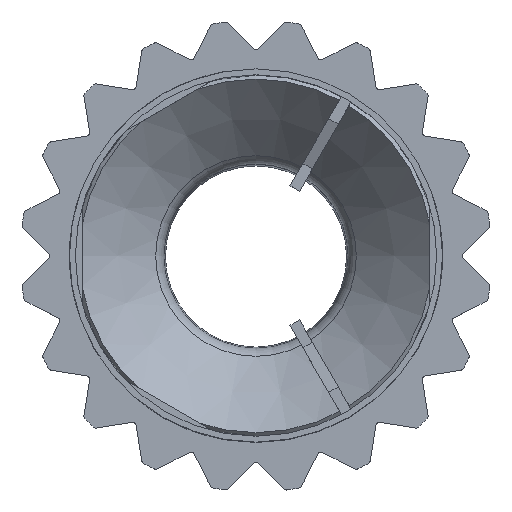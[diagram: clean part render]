
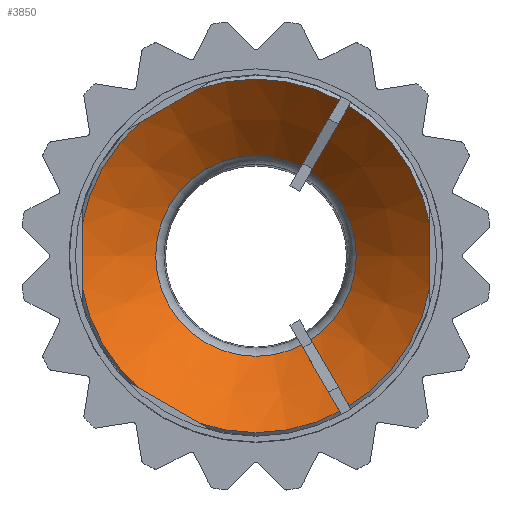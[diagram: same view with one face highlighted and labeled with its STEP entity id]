
A CAD part, top view. The second image highlights one B-rep face of the part: STEP entity #3850.
In plain terms, the highlighted conical face has half-angle 45 degrees and reference radius 375.68 mm.
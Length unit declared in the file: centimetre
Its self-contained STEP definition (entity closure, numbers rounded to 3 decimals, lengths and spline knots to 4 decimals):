
#26=CONICAL_SURFACE('',#4230,37.568,0.785);
#211=CIRCLE('',#4227,27.1967);
#213=CIRCLE('',#4229,27.1967);
#214=CIRCLE('',#4231,47.9393);
#546=FACE_OUTER_BOUND('',#753,.T.);
#753=EDGE_LOOP('',(#3324,#3325,#3326,#3327,#3328));
#1088=LINE('',#6497,#1420);
#1420=VECTOR('',#5285,37.568);
#1771=VERTEX_POINT('',#6490);
#1772=VERTEX_POINT('',#6491);
#1773=VERTEX_POINT('',#6496);
#2300=EDGE_CURVE('',#1771,#1772,#211,.T.);
#2302=EDGE_CURVE('',#1772,#1771,#213,.T.);
#2303=EDGE_CURVE('',#1772,#1773,#1088,.T.);
#2304=EDGE_CURVE('',#1773,#1773,#214,.T.);
#3324=ORIENTED_EDGE('',*,*,#2300,.T.);
#3325=ORIENTED_EDGE('',*,*,#2303,.T.);
#3326=ORIENTED_EDGE('',*,*,#2304,.F.);
#3327=ORIENTED_EDGE('',*,*,#2303,.F.);
#3328=ORIENTED_EDGE('',*,*,#2302,.T.);
#3850=ADVANCED_FACE('',(#546),#26,.F.);
#4227=AXIS2_PLACEMENT_3D('',#6492,#5277,#5278);
#4229=AXIS2_PLACEMENT_3D('',#6494,#5281,#5282);
#4230=AXIS2_PLACEMENT_3D('',#6495,#5283,#5284);
#4231=AXIS2_PLACEMENT_3D('',#6498,#5286,#5287);
#5277=DIRECTION('center_axis',(0.,0.,-1.));
#5278=DIRECTION('ref_axis',(1.,0.,0.));
#5281=DIRECTION('center_axis',(0.,0.,-1.));
#5282=DIRECTION('ref_axis',(1.,0.,0.));
#5283=DIRECTION('center_axis',(0.,0.,1.));
#5284=DIRECTION('ref_axis',(-1.,0.,0.));
#5285=DIRECTION('',(0.707,0.,0.707));
#5286=DIRECTION('center_axis',(0.,0.,-1.));
#5287=DIRECTION('ref_axis',(1.,0.,0.));
#6490=CARTESIAN_POINT('',(0.,-27.1967,79.2574));
#6491=CARTESIAN_POINT('',(27.1967,0.,79.2574));
#6492=CARTESIAN_POINT('Origin',(0.,0.,79.2574));
#6494=CARTESIAN_POINT('Origin',(0.,0.,79.2574));
#6495=CARTESIAN_POINT('Origin',(0.,0.,89.6287));
#6496=CARTESIAN_POINT('',(47.9393,0.,100.));
#6497=CARTESIAN_POINT('',(37.568,0.,89.6287));
#6498=CARTESIAN_POINT('Origin',(0.,0.,100.));
